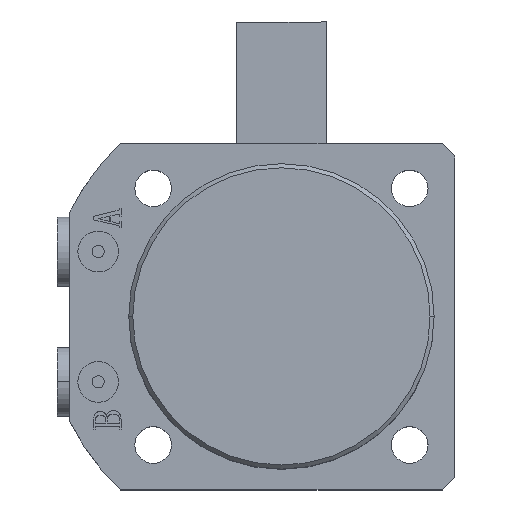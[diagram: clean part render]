
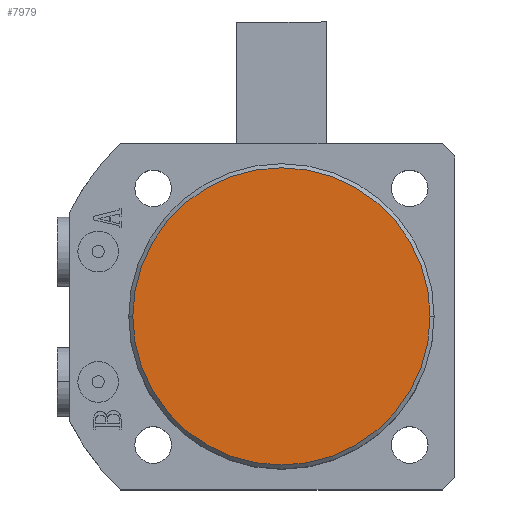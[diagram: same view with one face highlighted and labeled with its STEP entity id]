
A CAD part, top view. The second image highlights one B-rep face of the part: STEP entity #7979.
In plain terms, the highlighted planar face has unit normal (0, 0, 1).
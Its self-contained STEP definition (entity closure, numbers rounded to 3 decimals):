
#300 = EDGE_CURVE ( 'NONE', #9579, #9611, #5017, .T. ) ;
#473 = EDGE_CURVE ( 'NONE', #9611, #9579, #1411, .T. ) ;
#645 = AXIS2_PLACEMENT_3D ( 'NONE', #5831, #5829, #5821 ) ;
#695 = AXIS2_PLACEMENT_3D ( 'NONE', #3468, #3469, #3470 ) ;
#977 = AXIS2_PLACEMENT_3D ( 'NONE', #2779, #2784, #2785 ) ;
#1069 = ORIENTED_EDGE ( 'NONE', *, *, #473, .T. ) ;
#1070 = ORIENTED_EDGE ( 'NONE', *, *, #300, .T. ) ;
#1267 = EDGE_LOOP ( 'NONE', ( #1070, #1069 ) ) ;
#1411 = CIRCLE ( 'NONE', #695, 36.5 ) ;
#2779 = CARTESIAN_POINT ( 'NONE',  ( 0., 0., 84. ) ) ;
#2781 = PLANE ( 'NONE',  #977 ) ;
#2784 = DIRECTION ( 'NONE',  ( 0., 0., 1. ) ) ;
#2785 = DIRECTION ( 'NONE',  ( 1., 0., 0. ) ) ;
#3468 = CARTESIAN_POINT ( 'NONE',  ( 0., 0., 84. ) ) ;
#3469 = DIRECTION ( 'NONE',  ( 0., 0., 1. ) ) ;
#3470 = DIRECTION ( 'NONE',  ( 1., 0., 0. ) ) ;
#5017 = CIRCLE ( 'NONE', #645, 36.5 ) ;
#5821 = DIRECTION ( 'NONE',  ( 1., 0., 0. ) ) ;
#5829 = DIRECTION ( 'NONE',  ( 0., 0., 1. ) ) ;
#5831 = CARTESIAN_POINT ( 'NONE',  ( 0., 0., 84. ) ) ;
#6959 = CARTESIAN_POINT ( 'NONE',  ( -36.5, 0., 84. ) ) ;
#6987 = CARTESIAN_POINT ( 'NONE',  ( 36.5, 0., 84. ) ) ;
#7979 = ADVANCED_FACE ( 'NONE', ( #8906 ), #2781, .T. ) ;
#8906 = FACE_OUTER_BOUND ( 'NONE', #1267, .T. ) ;
#9579 = VERTEX_POINT ( 'NONE', #6959 ) ;
#9611 = VERTEX_POINT ( 'NONE', #6987 ) ;
